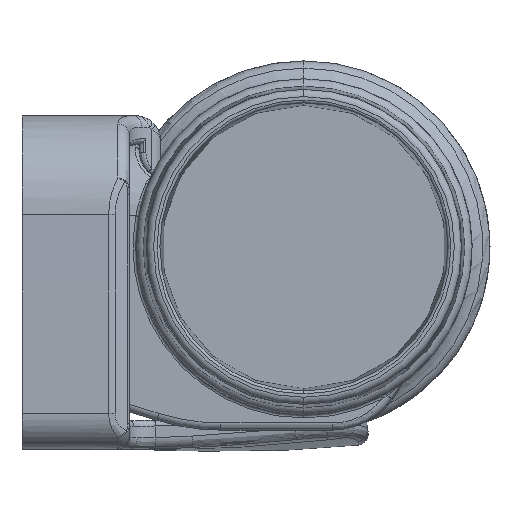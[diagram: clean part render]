
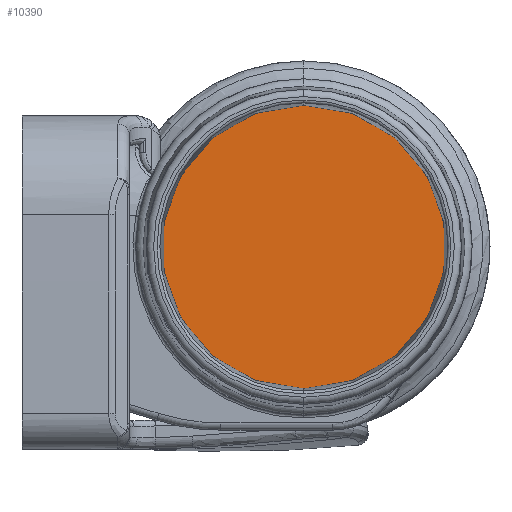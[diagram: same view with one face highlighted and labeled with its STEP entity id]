
A CAD part, left-side view. The second image highlights one B-rep face of the part: STEP entity #10390.
In plain terms, the highlighted planar face has unit normal (-1, 0, 0).
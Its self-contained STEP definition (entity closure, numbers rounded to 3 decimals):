
#1601 = ORIENTED_EDGE ( 'NONE', *, *, #10878, .T. ) ;
#6235 = CARTESIAN_POINT ( 'NONE',  ( -16.83, -9.5, -9.904 ) ) ;
#6300 = AXIS2_PLACEMENT_3D ( 'NONE', #17582, #44812, #21501 ) ;
#7262 = CARTESIAN_POINT ( 'NONE',  ( -16.83, 0.404, 0. ) ) ;
#7554 = EDGE_LOOP ( 'NONE', ( #36109, #1601 ) ) ;
#10390 = ADVANCED_FACE ( 'NONE', ( #22534 ), #15096, .F. ) ;
#10878 = EDGE_CURVE ( 'NONE', #39693, #38342, #40158, .T. ) ;
#12581 = CARTESIAN_POINT ( 'NONE',  ( -16.83, -9.5, 0. ) ) ;
#15096 = PLANE ( 'NONE',  #47369 ) ;
#16465 = DIRECTION ( 'NONE',  ( 0., 0., 1. ) ) ;
#17582 = CARTESIAN_POINT ( 'NONE',  ( -16.83, -9.5, 0. ) ) ;
#18971 = DIRECTION ( 'NONE',  ( 1., 0., 0. ) ) ;
#21501 = DIRECTION ( 'NONE',  ( 0., 0., 1. ) ) ;
#22534 = FACE_OUTER_BOUND ( 'NONE', #7554, .T. ) ;
#25433 = CIRCLE ( 'NONE', #47560, 9.904 ) ;
#36109 = ORIENTED_EDGE ( 'NONE', *, *, #37081, .T. ) ;
#37081 = EDGE_CURVE ( 'NONE', #38342, #39693, #25433, .T. ) ;
#38342 = VERTEX_POINT ( 'NONE', #49613 ) ;
#39693 = VERTEX_POINT ( 'NONE', #6235 ) ;
#39776 = DIRECTION ( 'NONE',  ( -1., 0., 0. ) ) ;
#40158 = CIRCLE ( 'NONE', #6300, 9.904 ) ;
#44812 = DIRECTION ( 'NONE',  ( -1., 0., 0. ) ) ;
#46210 = DIRECTION ( 'NONE',  ( 0., 0., -1. ) ) ;
#47369 = AXIS2_PLACEMENT_3D ( 'NONE', #7262, #18971, #46210 ) ;
#47560 = AXIS2_PLACEMENT_3D ( 'NONE', #12581, #39776, #16465 ) ;
#49613 = CARTESIAN_POINT ( 'NONE',  ( -16.83, -9.5, 9.904 ) ) ;
